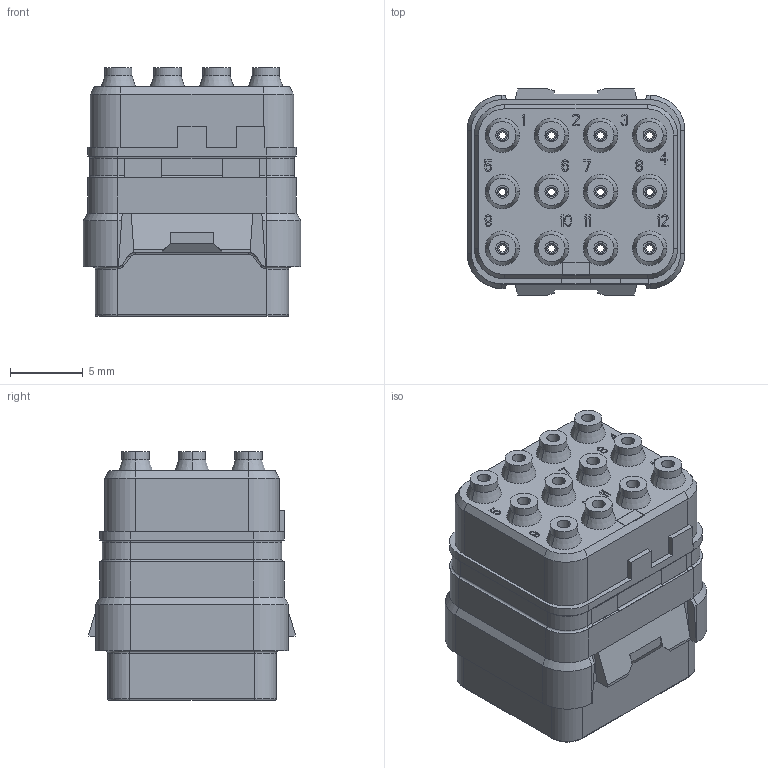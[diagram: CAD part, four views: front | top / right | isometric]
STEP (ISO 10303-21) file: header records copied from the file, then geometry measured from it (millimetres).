
FILE_DESCRIPTION((''),'2;1');
FILE_NAME('SIMM0912PC','2020-02-06T',('presta_be4'),(''),'CREO PARAMETRIC BY PTC INC, 2018360','CREO PARAMETRIC BY PTC INC, 2018360','');
FILE_SCHEMA(('CONFIG_CONTROL_DESIGN'));
Products named in the file (1): SIMM0912PC
Bounding box: 15 x 14.2 x 17.14 mm (x, y, z)
Volume: 1979.9 mm3; surface area: 3426.5 mm2
Topology: 1 solids, 1 shells, 2549 faces, 6603 edges, 4145 vertices
Faces by surface type: plane 1489, cylinder 444, torus 312, cone 300, bspline 4
Entity records: 77941 total; most frequent: CARTESIAN_POINT 14901, ORIENTED_EDGE 13206, DIRECTION 13175, EDGE_CURVE 6603, AXIS2_PLACEMENT_3D 4433, VECTOR 4309, LINE 4309, VERTEX_POINT 4145
